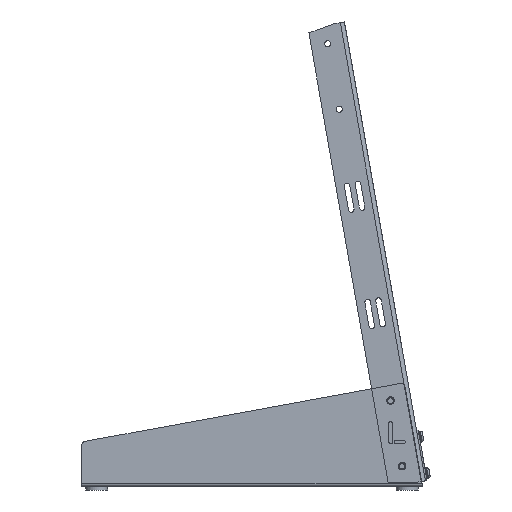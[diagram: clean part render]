
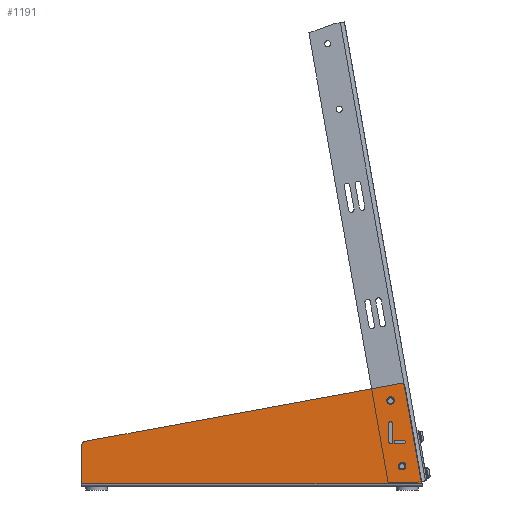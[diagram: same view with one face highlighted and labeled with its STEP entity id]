
A CAD part, left-side view. The second image highlights one B-rep face of the part: STEP entity #1191.
In plain terms, the highlighted planar face has unit normal (-1, 0, 0).
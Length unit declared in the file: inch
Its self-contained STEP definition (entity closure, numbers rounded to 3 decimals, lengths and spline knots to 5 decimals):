
#27 = DIRECTION ( 'NONE',  ( 0., 1., 0. ) ) ;
#31 = VERTEX_POINT ( 'NONE', #7829 ) ;
#40 = CARTESIAN_POINT ( 'NONE',  ( -0.057, -4.7495, 0.375 ) ) ;
#48 = FACE_BOUND ( 'NONE', #11393, .T. ) ;
#69 = DIRECTION ( 'NONE',  ( 1., 0., 0. ) ) ;
#213 = VECTOR ( 'NONE', #10146, 39.37008 ) ;
#278 = EDGE_CURVE ( 'NONE', #5123, #2871, #8308, .T. ) ;
#286 = VERTEX_POINT ( 'NONE', #645 ) ;
#290 = EDGE_CURVE ( 'NONE', #31, #1211, #8120, .T. ) ;
#356 = EDGE_CURVE ( 'NONE', #2246, #5262, #10688, .T. ) ;
#371 = ORIENTED_EDGE ( 'NONE', *, *, #356, .F. ) ;
#389 = EDGE_CURVE ( 'NONE', #8251, #806, #5040, .T. ) ;
#645 = CARTESIAN_POINT ( 'NONE',  ( -0.057, -5.75, -1.664 ) ) ;
#653 = LINE ( 'NONE', #1689, #9657 ) ;
#806 = VERTEX_POINT ( 'NONE', #9841 ) ;
#995 = VECTOR ( 'NONE', #5013, 39.37008 ) ;
#1118 = CARTESIAN_POINT ( 'NONE',  ( -0.057, -4.875, -0.1875 ) ) ;
#1179 = VECTOR ( 'NONE', #11730, 39.37008 ) ;
#1191 = ADVANCED_FACE ( 'NONE', ( #3854, #10114, #8391, #48, #4779 ), #2682, .F. ) ;
#1211 = VERTEX_POINT ( 'NONE', #1968 ) ;
#1213 = CARTESIAN_POINT ( 'NONE',  ( -0.057, -5.17235, 1.62604 ) ) ;
#1218 = CARTESIAN_POINT ( 'NONE',  ( -0.057, -4.59121, 1.14656 ) ) ;
#1281 = CARTESIAN_POINT ( 'NONE',  ( -0.057, -5.75, 1.75 ) ) ;
#1453 = ORIENTED_EDGE ( 'NONE', *, *, #10055, .T. ) ;
#1558 = CIRCLE ( 'NONE', #9982, 0.0945 ) ;
#1654 = DIRECTION ( 'NONE',  ( 0., 1., 0. ) ) ;
#1683 = EDGE_LOOP ( 'NONE', ( #6399, #11609, #7769, #10609, #8513, #10740, #371 ) ) ;
#1689 = CARTESIAN_POINT ( 'NONE',  ( -0.057, -4.875, -0.1875 ) ) ;
#1791 = VERTEX_POINT ( 'NONE', #1218 ) ;
#1810 = ORIENTED_EDGE ( 'NONE', *, *, #3393, .T. ) ;
#1968 = CARTESIAN_POINT ( 'NONE',  ( -0.057, 5.75, -0.35415 ) ) ;
#1974 = AXIS2_PLACEMENT_3D ( 'NONE', #9024, #4471, #1654 ) ;
#2246 = VERTEX_POINT ( 'NONE', #6190 ) ;
#2262 = CARTESIAN_POINT ( 'NONE',  ( -0.057, -5.125, -0.3125 ) ) ;
#2291 = VECTOR ( 'NONE', #2848, 39.37008 ) ;
#2296 = AXIS2_PLACEMENT_3D ( 'NONE', #6098, #4677, #10890 ) ;
#2434 = CARTESIAN_POINT ( 'NONE',  ( -0.057, -4.875, -0.3125 ) ) ;
#2453 = ORIENTED_EDGE ( 'NONE', *, *, #6973, .T. ) ;
#2596 = CARTESIAN_POINT ( 'NONE',  ( -0.057, 0., -1.664 ) ) ;
#2682 = PLANE ( 'NONE',  #4876 ) ;
#2848 = DIRECTION ( 'NONE',  ( 0., -0.984, 0.18 ) ) ;
#2871 = VERTEX_POINT ( 'NONE', #2434 ) ;
#3048 = EDGE_CURVE ( 'NONE', #806, #4387, #5500, .T. ) ;
#3197 = CARTESIAN_POINT ( 'NONE',  ( -0.057, -4.687, 0.375 ) ) ;
#3227 = LINE ( 'NONE', #1281, #995 ) ;
#3249 = VERTEX_POINT ( 'NONE', #1213 ) ;
#3393 = EDGE_CURVE ( 'NONE', #7224, #7224, #3679, .T. ) ;
#3458 = CARTESIAN_POINT ( 'NONE',  ( -0.057, 5.75, -1.75 ) ) ;
#3499 = VERTEX_POINT ( 'NONE', #1118 ) ;
#3679 = CIRCLE ( 'NONE', #2296, 0.0945 ) ;
#3816 = DIRECTION ( 'NONE',  ( 0., 1., 0. ) ) ;
#3854 = FACE_BOUND ( 'NONE', #4402, .T. ) ;
#4387 = VERTEX_POINT ( 'NONE', #5560 ) ;
#4402 = EDGE_LOOP ( 'NONE', ( #9275 ) ) ;
#4471 = DIRECTION ( 'NONE',  ( 1., 0., 0. ) ) ;
#4510 = VECTOR ( 'NONE', #9963, 39.37008 ) ;
#4644 = VECTOR ( 'NONE', #7382, 39.37008 ) ;
#4649 = ORIENTED_EDGE ( 'NONE', *, *, #3048, .T. ) ;
#4677 = DIRECTION ( 'NONE',  ( 1., 0., 0. ) ) ;
#4691 = AXIS2_PLACEMENT_3D ( 'NONE', #8547, #69, #3816 ) ;
#4769 = ORIENTED_EDGE ( 'NONE', *, *, #389, .T. ) ;
#4779 = FACE_BOUND ( 'NONE', #4850, .T. ) ;
#4784 = DIRECTION ( 'NONE',  ( 0., 0., -1. ) ) ;
#4850 = EDGE_LOOP ( 'NONE', ( #2453, #6804, #4769, #4649 ) ) ;
#4876 = AXIS2_PLACEMENT_3D ( 'NONE', #6489, #8463, #10367 ) ;
#4909 = CARTESIAN_POINT ( 'NONE',  ( -0.057, -4.875, -0.25 ) ) ;
#5013 = DIRECTION ( 'NONE',  ( 0., 0., -1. ) ) ;
#5031 = VECTOR ( 'NONE', #7585, 39.37008 ) ;
#5033 = DIRECTION ( 'NONE',  ( 1., 0., 0. ) ) ;
#5040 = CIRCLE ( 'NONE', #7970, 0.0625 ) ;
#5085 = CIRCLE ( 'NONE', #6256, 0.125 ) ;
#5123 = VERTEX_POINT ( 'NONE', #2262 ) ;
#5262 = VERTEX_POINT ( 'NONE', #7275 ) ;
#5325 = CARTESIAN_POINT ( 'NONE',  ( -0.057, -4.98192, -1.06926 ) ) ;
#5500 = LINE ( 'NONE', #40, #5031 ) ;
#5560 = CARTESIAN_POINT ( 'NONE',  ( -0.057, -4.7495, -0.25 ) ) ;
#6002 = CARTESIAN_POINT ( 'NONE',  ( -0.057, -4.6245, 0.375 ) ) ;
#6098 = CARTESIAN_POINT ( 'NONE',  ( -0.057, -5.07642, -1.06926 ) ) ;
#6190 = CARTESIAN_POINT ( 'NONE',  ( -0.057, 5.64756, -0.2312 ) ) ;
#6250 = VERTEX_POINT ( 'NONE', #6561 ) ;
#6256 = AXIS2_PLACEMENT_3D ( 'NONE', #11294, #8398, #4784 ) ;
#6399 = ORIENTED_EDGE ( 'NONE', *, *, #7905, .F. ) ;
#6489 = CARTESIAN_POINT ( 'NONE',  ( -0.057, 0., 0. ) ) ;
#6561 = CARTESIAN_POINT ( 'NONE',  ( -0.057, -5.125, -0.1875 ) ) ;
#6593 = CARTESIAN_POINT ( 'NONE',  ( -0.057, -4.6245, 0.375 ) ) ;
#6804 = ORIENTED_EDGE ( 'NONE', *, *, #7717, .T. ) ;
#6835 = EDGE_CURVE ( 'NONE', #10393, #286, #3227, .T. ) ;
#6973 = EDGE_CURVE ( 'NONE', #4387, #11373, #11401, .T. ) ;
#6991 = VECTOR ( 'NONE', #7267, 39.37008 ) ;
#7224 = VERTEX_POINT ( 'NONE', #5325 ) ;
#7267 = DIRECTION ( 'NONE',  ( 0., 0., 1. ) ) ;
#7275 = CARTESIAN_POINT ( 'NONE',  ( -0.057, -5.02669, 1.72729 ) ) ;
#7279 = DIRECTION ( 'NONE',  ( 0., 1., 0. ) ) ;
#7361 = ORIENTED_EDGE ( 'NONE', *, *, #8005, .T. ) ;
#7382 = DIRECTION ( 'NONE',  ( 0., 1., 0. ) ) ;
#7572 = EDGE_CURVE ( 'NONE', #5262, #3249, #9979, .T. ) ;
#7585 = DIRECTION ( 'NONE',  ( 0., 0., -1. ) ) ;
#7598 = ORIENTED_EDGE ( 'NONE', *, *, #7806, .T. ) ;
#7717 = EDGE_CURVE ( 'NONE', #11373, #8251, #9705, .T. ) ;
#7769 = ORIENTED_EDGE ( 'NONE', *, *, #8489, .F. ) ;
#7806 = EDGE_CURVE ( 'NONE', #6250, #5123, #11390, .T. ) ;
#7829 = CARTESIAN_POINT ( 'NONE',  ( -0.057, 5.75, -1.664 ) ) ;
#7905 = EDGE_CURVE ( 'NONE', #1211, #2246, #5085, .T. ) ;
#7970 = AXIS2_PLACEMENT_3D ( 'NONE', #3197, #5033, #27 ) ;
#8005 = EDGE_CURVE ( 'NONE', #2871, #3499, #8218, .T. ) ;
#8120 = LINE ( 'NONE', #3458, #6991 ) ;
#8169 = LINE ( 'NONE', #10215, #4510 ) ;
#8192 = CARTESIAN_POINT ( 'NONE',  ( -0.057, -4.687, -0.25 ) ) ;
#8218 = CIRCLE ( 'NONE', #8816, 0.0625 ) ;
#8251 = VERTEX_POINT ( 'NONE', #6593 ) ;
#8308 = LINE ( 'NONE', #12069, #4644 ) ;
#8391 = FACE_BOUND ( 'NONE', #10685, .T. ) ;
#8398 = DIRECTION ( 'NONE',  ( 1., 0., 0. ) ) ;
#8439 = CARTESIAN_POINT ( 'NONE',  ( -0.057, -5.15049, 1.75 ) ) ;
#8463 = DIRECTION ( 'NONE',  ( 1., 0., 0. ) ) ;
#8485 = EDGE_CURVE ( 'NONE', #3249, #10393, #8169, .T. ) ;
#8489 = EDGE_CURVE ( 'NONE', #286, #31, #11013, .T. ) ;
#8513 = ORIENTED_EDGE ( 'NONE', *, *, #8485, .F. ) ;
#8547 = CARTESIAN_POINT ( 'NONE',  ( -0.057, -5.04924, 1.60434 ) ) ;
#8659 = DIRECTION ( 'NONE',  ( 1., 0., 0. ) ) ;
#8816 = AXIS2_PLACEMENT_3D ( 'NONE', #4909, #8659, #11603 ) ;
#9024 = CARTESIAN_POINT ( 'NONE',  ( -0.057, -5.125, -0.25 ) ) ;
#9188 = AXIS2_PLACEMENT_3D ( 'NONE', #8192, #11963, #7279 ) ;
#9275 = ORIENTED_EDGE ( 'NONE', *, *, #11696, .T. ) ;
#9454 = DIRECTION ( 'NONE',  ( 1., 0., 0. ) ) ;
#9635 = DIRECTION ( 'NONE',  ( 0., 1., 0. ) ) ;
#9657 = VECTOR ( 'NONE', #10785, 39.37008 ) ;
#9705 = LINE ( 'NONE', #6002, #1179 ) ;
#9841 = CARTESIAN_POINT ( 'NONE',  ( -0.057, -4.7495, 0.375 ) ) ;
#9963 = DIRECTION ( 'NONE',  ( 0., -0.174, -0.985 ) ) ;
#9979 = CIRCLE ( 'NONE', #4691, 0.125 ) ;
#9982 = AXIS2_PLACEMENT_3D ( 'NONE', #10550, #9454, #9635 ) ;
#10055 = EDGE_CURVE ( 'NONE', #3499, #6250, #653, .T. ) ;
#10114 = FACE_OUTER_BOUND ( 'NONE', #1683, .T. ) ;
#10146 = DIRECTION ( 'NONE',  ( 0., 1., 0. ) ) ;
#10215 = CARTESIAN_POINT ( 'NONE',  ( -0.057, -5.15049, 1.75 ) ) ;
#10367 = DIRECTION ( 'NONE',  ( 0., 1., 0. ) ) ;
#10393 = VERTEX_POINT ( 'NONE', #10529 ) ;
#10529 = CARTESIAN_POINT ( 'NONE',  ( -0.057, -5.75, -1.65 ) ) ;
#10550 = CARTESIAN_POINT ( 'NONE',  ( -0.057, -4.68571, 1.14656 ) ) ;
#10609 = ORIENTED_EDGE ( 'NONE', *, *, #6835, .F. ) ;
#10685 = EDGE_LOOP ( 'NONE', ( #1810 ) ) ;
#10688 = LINE ( 'NONE', #8439, #2291 ) ;
#10740 = ORIENTED_EDGE ( 'NONE', *, *, #7572, .F. ) ;
#10785 = DIRECTION ( 'NONE',  ( 0., -1., 0. ) ) ;
#10890 = DIRECTION ( 'NONE',  ( 0., 1., 0. ) ) ;
#10915 = CARTESIAN_POINT ( 'NONE',  ( -0.057, -4.6245, -0.25 ) ) ;
#11013 = LINE ( 'NONE', #2596, #213 ) ;
#11294 = CARTESIAN_POINT ( 'NONE',  ( -0.057, 5.625, -0.35415 ) ) ;
#11373 = VERTEX_POINT ( 'NONE', #10915 ) ;
#11390 = CIRCLE ( 'NONE', #1974, 0.0625 ) ;
#11393 = EDGE_LOOP ( 'NONE', ( #7598, #11793, #7361, #1453 ) ) ;
#11401 = CIRCLE ( 'NONE', #9188, 0.0625 ) ;
#11603 = DIRECTION ( 'NONE',  ( 0., 1., 0. ) ) ;
#11609 = ORIENTED_EDGE ( 'NONE', *, *, #290, .F. ) ;
#11696 = EDGE_CURVE ( 'NONE', #1791, #1791, #1558, .T. ) ;
#11730 = DIRECTION ( 'NONE',  ( 0., 0., 1. ) ) ;
#11793 = ORIENTED_EDGE ( 'NONE', *, *, #278, .T. ) ;
#11963 = DIRECTION ( 'NONE',  ( 1., 0., 0. ) ) ;
#12069 = CARTESIAN_POINT ( 'NONE',  ( -0.057, -4.875, -0.3125 ) ) ;
